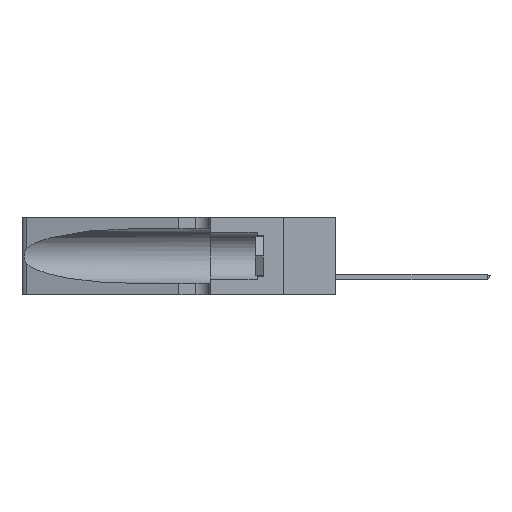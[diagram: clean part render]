
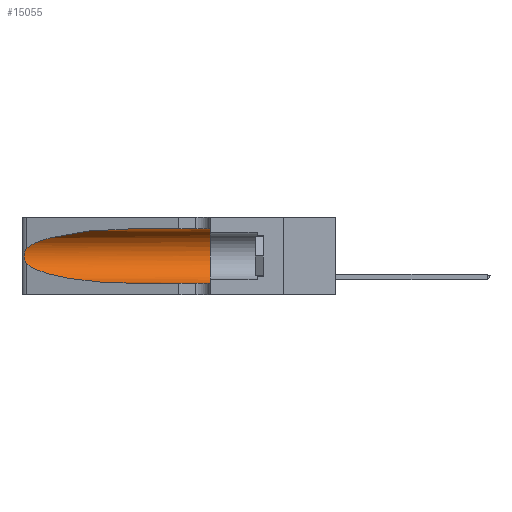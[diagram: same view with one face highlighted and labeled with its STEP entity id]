
A CAD part, left-side view. The second image highlights one B-rep face of the part: STEP entity #15055.
In plain terms, the highlighted cylindrical face has radius 3.308 mm (diameter 6.617 mm), a partial arc.
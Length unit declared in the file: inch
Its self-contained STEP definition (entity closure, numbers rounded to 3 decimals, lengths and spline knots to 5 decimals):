
#146 = CARTESIAN_POINT ( 'NONE',  ( 0.26075, 1.23896, 0.178 ) ) ;
#2903 = CARTESIAN_POINT ( 'NONE',  ( 0.1305, 1.61858, 0.05475 ) ) ;
#3581 = CARTESIAN_POINT ( 'NONE',  ( 0.1305, 1.61858, 0.185 ) ) ;
#3625 = CARTESIAN_POINT ( 'NONE',  ( 0.25787, 1.23484, 0.2124 ) ) ;
#4002 = DIRECTION ( 'NONE',  ( 0., -1., 0. ) ) ;
#4179 = ORIENTED_EDGE ( 'NONE', *, *, #26828, .T. ) ;
#5716 = CARTESIAN_POINT ( 'NONE',  ( 0.25487, 1.22718, 0.14631 ) ) ;
#6015 = DIRECTION ( 'NONE',  ( 0., -1., 0. ) ) ;
#6422 = EDGE_LOOP ( 'NONE', ( #29115, #4179, #8626, #23314, #21064, #20209 ) ) ;
#6770 = CARTESIAN_POINT ( 'NONE',  ( 0.25487, 1.22718, 0.14631 ) ) ;
#8023 = AXIS2_PLACEMENT_3D ( 'NONE', #14494, #24494, #37355 ) ;
#8626 = ORIENTED_EDGE ( 'NONE', *, *, #17012, .T. ) ;
#9946 = CARTESIAN_POINT ( 'NONE',  ( 0.18966, 0.96281, 0.31525 ) ) ;
#10091 = CARTESIAN_POINT ( 'NONE',  ( 0.2373, 1.15595, 0.28018 ) ) ;
#11627 = CARTESIAN_POINT ( 'NONE',  ( 0.1305, 1.61858, 0.31525 ) ) ;
#12966 = CARTESIAN_POINT ( 'NONE',  ( 0.25854, 1.2359, 0.20912 ) ) ;
#13156 = VERTEX_POINT ( 'NONE', #5716 ) ;
#13390 = CARTESIAN_POINT ( 'NONE',  ( 0.25555, 1.22993, 0.14849 ) ) ;
#14494 = CARTESIAN_POINT ( 'NONE',  ( 0.1305, 0.35, 0.185 ) ) ;
#14595 = CARTESIAN_POINT ( 'NONE',  ( 0.1305, 0.72297, 0.31525 ) ) ;
#15055 = ADVANCED_FACE ( 'NONE', ( #33377 ), #24679, .F. ) ;
#15546 = CIRCLE ( 'NONE', #8023, 0.13025 ) ;
#16065 = AXIS2_PLACEMENT_3D ( 'NONE', #3581, #4002, #23623 ) ;
#16553 = CARTESIAN_POINT ( 'NONE',  ( 0.25789, 1.23486, 0.15765 ) ) ;
#16690 = CARTESIAN_POINT ( 'NONE',  ( 0.25487, 1.22718, 0.22369 ) ) ;
#17012 = EDGE_CURVE ( 'NONE', #13156, #31463, #33852, .T. ) ;
#19384 = CARTESIAN_POINT ( 'NONE',  ( 0.1305, 0.72297, 0.31525 ) ) ;
#19804 = CARTESIAN_POINT ( 'NONE',  ( 0.26018, 1.23835, 0.19895 ) ) ;
#20209 = ORIENTED_EDGE ( 'NONE', *, *, #29119, .F. ) ;
#20477 = LINE ( 'NONE', #11627, #35800 ) ;
#21064 = ORIENTED_EDGE ( 'NONE', *, *, #27155, .F. ) ;
#21288 = B_SPLINE_CURVE_WITH_KNOTS ( 'NONE', 3,
 ( #23101, #39382, #26065, #3625, #12966, #19804, #26491, #146, #36105, #35816, #16553, #22821, #13390, #6770 ),
 .UNSPECIFIED., .F., .F.,
 ( 4, 2, 2, 2, 2, 2, 4 ),
 ( 0., 0.00027, 0.00053, 0.00107, 0.0016, 0.00187, 0.00214 ),
 .UNSPECIFIED. ) ;
#22821 = CARTESIAN_POINT ( 'NONE',  ( 0.25639, 1.23186, 0.15144 ) ) ;
#23101 = CARTESIAN_POINT ( 'NONE',  ( 0.25487, 1.22718, 0.22369 ) ) ;
#23314 = ORIENTED_EDGE ( 'NONE', *, *, #32114, .T. ) ;
#23623 = DIRECTION ( 'NONE',  ( 0., 0., -1. ) ) ;
#23799 = LINE ( 'NONE', #2903, #29400 ) ;
#24494 = DIRECTION ( 'NONE',  ( 0., 1., 0. ) ) ;
#24679 = CYLINDRICAL_SURFACE ( 'NONE', #16065, 0.13025 ) ;
#25116 = CARTESIAN_POINT ( 'NONE',  ( 0.18966, 0.96281, 0.05475 ) ) ;
#26065 = CARTESIAN_POINT ( 'NONE',  ( 0.25639, 1.23184, 0.21858 ) ) ;
#26393 = CARTESIAN_POINT ( 'NONE',  ( 0.1305, 0.35, 0.31525 ) ) ;
#26491 = CARTESIAN_POINT ( 'NONE',  ( 0.26075, 1.23896, 0.19203 ) ) ;
#26828 = EDGE_CURVE ( 'NONE', #32252, #13156, #21288, .T. ) ;
#26893 = EDGE_CURVE ( 'NONE', #29615, #32252, #36497, .T. ) ;
#27155 = EDGE_CURVE ( 'NONE', #29968, #38607, #15546, .T. ) ;
#27975 = CARTESIAN_POINT ( 'NONE',  ( 0.2373, 1.15595, 0.08982 ) ) ;
#29115 = ORIENTED_EDGE ( 'NONE', *, *, #26893, .T. ) ;
#29119 = EDGE_CURVE ( 'NONE', #29615, #29968, #20477, .T. ) ;
#29400 = VECTOR ( 'NONE', #35971, 39.37008 ) ;
#29615 = VERTEX_POINT ( 'NONE', #14595 ) ;
#29968 = VERTEX_POINT ( 'NONE', #26393 ) ;
#31262 = CARTESIAN_POINT ( 'NONE',  ( 0.1305, 0.72297, 0.05475 ) ) ;
#31463 = VERTEX_POINT ( 'NONE', #31838 ) ;
#31838 = CARTESIAN_POINT ( 'NONE',  ( 0.1305, 0.72297, 0.05475 ) ) ;
#32114 = EDGE_CURVE ( 'NONE', #31463, #38607, #23799, .T. ) ;
#32252 = VERTEX_POINT ( 'NONE', #16690 ) ;
#33089 = CARTESIAN_POINT ( 'NONE',  ( 0.25487, 1.22718, 0.22369 ) ) ;
#33377 = FACE_OUTER_BOUND ( 'NONE', #6422, .T. ) ;
#33852 =( BOUNDED_CURVE ( )  B_SPLINE_CURVE ( 3, ( #37721, #27975, #25116, #31262 ),
 .UNSPECIFIED., .F., .T. ) 
 B_SPLINE_CURVE_WITH_KNOTS ( ( 4, 4 ),
 ( 3.44316, 4.71239 ),
 .UNSPECIFIED. ) 
 CURVE ( )  GEOMETRIC_REPRESENTATION_ITEM ( )  RATIONAL_B_SPLINE_CURVE ( ( 1., 0.87, 0.87, 1. ) ) 
 REPRESENTATION_ITEM ( '' )  );
#35800 = VECTOR ( 'NONE', #6015, 39.37008 ) ;
#35816 = CARTESIAN_POINT ( 'NONE',  ( 0.25856, 1.23593, 0.16098 ) ) ;
#35971 = DIRECTION ( 'NONE',  ( 0., -1., 0. ) ) ;
#36105 = CARTESIAN_POINT ( 'NONE',  ( 0.26017, 1.23833, 0.17102 ) ) ;
#36497 =( BOUNDED_CURVE ( )  B_SPLINE_CURVE ( 3, ( #19384, #9946, #10091, #33089 ),
 .UNSPECIFIED., .F., .T. ) 
 B_SPLINE_CURVE_WITH_KNOTS ( ( 4, 4 ),
 ( 1.5708, 2.84003 ),
 .UNSPECIFIED. ) 
 CURVE ( )  GEOMETRIC_REPRESENTATION_ITEM ( )  RATIONAL_B_SPLINE_CURVE ( ( 1., 0.87, 0.87, 1. ) ) 
 REPRESENTATION_ITEM ( '' )  );
#37355 = DIRECTION ( 'NONE',  ( 0., 0., 1. ) ) ;
#37721 = CARTESIAN_POINT ( 'NONE',  ( 0.25487, 1.22718, 0.14631 ) ) ;
#38607 = VERTEX_POINT ( 'NONE', #41561 ) ;
#39382 = CARTESIAN_POINT ( 'NONE',  ( 0.25555, 1.22994, 0.2215 ) ) ;
#41561 = CARTESIAN_POINT ( 'NONE',  ( 0.1305, 0.35, 0.05475 ) ) ;
